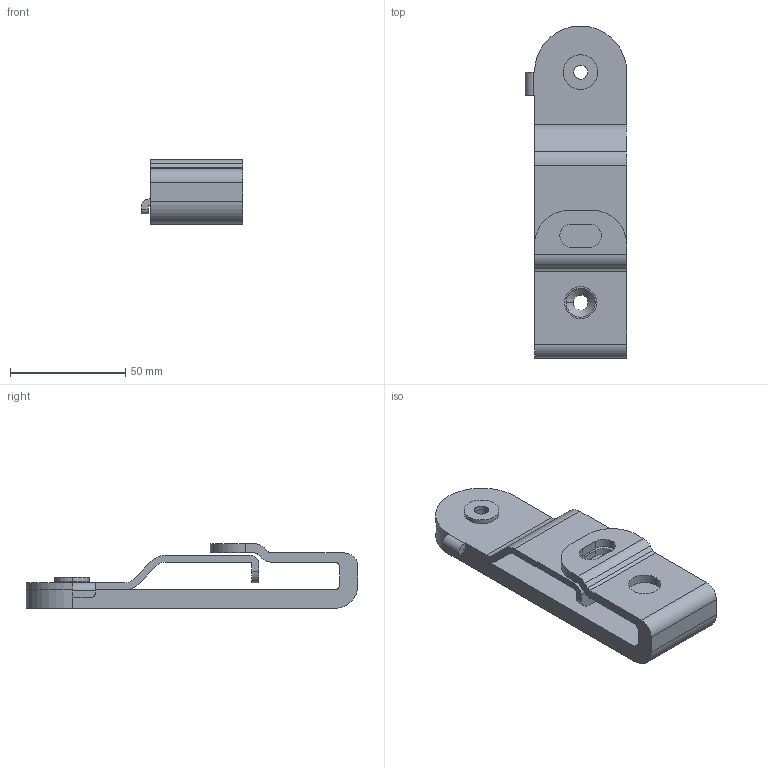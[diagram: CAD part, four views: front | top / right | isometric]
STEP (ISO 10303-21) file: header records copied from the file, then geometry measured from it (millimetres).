
FILE_DESCRIPTION (( 'STEP AP203' ), '1' );
FILE_NAME ('FA-1814N-CT.STEP', '2017-04-25T01:40:06', ( '' ), ( '' ), 'SwSTEP 2.0', 'SolidWorks 2014', '' );
FILE_SCHEMA (( 'CONFIG_CONTROL_DESIGN' ));
Length unit declared in the file: millimetre
Products named in the file (5): FA-1814N-CT_ハンドル受け; FA-1814N-CT_受け押さえワッシャー; FA-1814N-CT_ハンドルストッパー; FA-1814N-CT_受けカラー; FA-1814N-CT
Assembly tree (4 placements, depth 2):
  FA-1814N-CT
    FA-1814N-CT_ハンドル受け
    FA-1814N-CT_ハンドルストッパー
    FA-1814N-CT_受けカラー
    FA-1814N-CT_受け押さえワッシャー
Bounding box: 44 x 144 x 28 mm (x, y, z)
Volume: 68222.2 mm3; surface area: 30180.4 mm2
Topology: 4 solids, 4 shells, 98 faces, 264 edges, 174 vertices
Faces by surface type: cylinder 53, plane 41, cone 4
Entity records: 3683 total; most frequent: DIRECTION 578, CARTESIAN_POINT 571, ORIENTED_EDGE 528, EDGE_CURVE 264, AXIS2_PLACEMENT_3D 213, VERTEX_POINT 174, VECTOR 152, LINE 152
